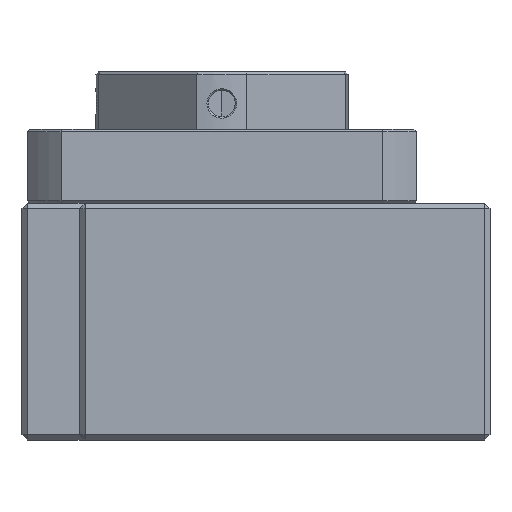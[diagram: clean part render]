
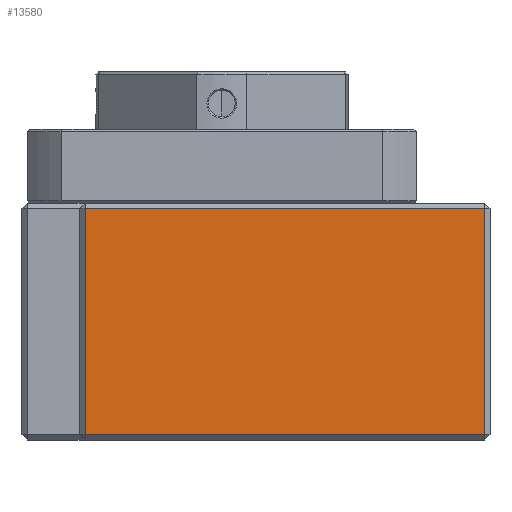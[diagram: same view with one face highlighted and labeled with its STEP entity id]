
A CAD part, left-side view. The second image highlights one B-rep face of the part: STEP entity #13580.
In plain terms, the highlighted planar face has unit normal (-1, 0, 0).
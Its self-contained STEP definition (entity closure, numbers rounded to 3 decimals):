
#733 = VERTEX_POINT ( 'NONE', #27037 ) ;
#2652 = LINE ( 'NONE', #25554, #24415 ) ;
#3303 = VERTEX_POINT ( 'NONE', #7225 ) ;
#5951 = VECTOR ( 'NONE', #14786, 1000. ) ;
#5995 = DIRECTION ( 'NONE',  ( 0., 0., 1. ) ) ;
#6305 = VERTEX_POINT ( 'NONE', #22780 ) ;
#6938 = AXIS2_PLACEMENT_3D ( 'NONE', #27731, #27593, #7484 ) ;
#6997 = VECTOR ( 'NONE', #5995, 1000. ) ;
#7225 = CARTESIAN_POINT ( 'NONE',  ( -64., 1., 21.5 ) ) ;
#7484 = DIRECTION ( 'NONE',  ( 0., 1., 0. ) ) ;
#11198 = CARTESIAN_POINT ( 'NONE',  ( -64., 78., 21.5 ) ) ;
#11827 = DIRECTION ( 'NONE',  ( 0., -1., 0. ) ) ;
#11930 = FACE_OUTER_BOUND ( 'NONE', #12915, .T. ) ;
#12255 = LINE ( 'NONE', #14494, #5951 ) ;
#12676 = ORIENTED_EDGE ( 'NONE', *, *, #24450, .F. ) ;
#12915 = EDGE_LOOP ( 'NONE', ( #22876, #12676, #28630, #23455 ) ) ;
#13102 = LINE ( 'NONE', #11198, #25216 ) ;
#13580 = ADVANCED_FACE ( 'NONE', ( #11930 ), #13989, .F. ) ;
#13989 = PLANE ( 'NONE',  #6938 ) ;
#14494 = CARTESIAN_POINT ( 'NONE',  ( -64., 1., 22.5 ) ) ;
#14604 = EDGE_CURVE ( 'NONE', #6305, #18948, #2652, .T. ) ;
#14786 = DIRECTION ( 'NONE',  ( 0., 0., -1. ) ) ;
#15459 = LINE ( 'NONE', #26829, #6997 ) ;
#16227 = EDGE_CURVE ( 'NONE', #6305, #733, #15459, .T. ) ;
#18846 = CARTESIAN_POINT ( 'NONE',  ( -64., 1., -21.5 ) ) ;
#18948 = VERTEX_POINT ( 'NONE', #18846 ) ;
#22780 = CARTESIAN_POINT ( 'NONE',  ( -64., 77., -21.5 ) ) ;
#22876 = ORIENTED_EDGE ( 'NONE', *, *, #26099, .F. ) ;
#23455 = ORIENTED_EDGE ( 'NONE', *, *, #14604, .T. ) ;
#24415 = VECTOR ( 'NONE', #11827, 1000. ) ;
#24450 = EDGE_CURVE ( 'NONE', #733, #3303, #13102, .T. ) ;
#25216 = VECTOR ( 'NONE', #26397, 1000. ) ;
#25554 = CARTESIAN_POINT ( 'NONE',  ( -64., 78., -21.5 ) ) ;
#26099 = EDGE_CURVE ( 'NONE', #3303, #18948, #12255, .T. ) ;
#26397 = DIRECTION ( 'NONE',  ( 0., -1., 0. ) ) ;
#26829 = CARTESIAN_POINT ( 'NONE',  ( -64., 77., 22.5 ) ) ;
#27037 = CARTESIAN_POINT ( 'NONE',  ( -64., 77., 21.5 ) ) ;
#27593 = DIRECTION ( 'NONE',  ( 1., 0., 0. ) ) ;
#27731 = CARTESIAN_POINT ( 'NONE',  ( -64., 78., 22.5 ) ) ;
#28630 = ORIENTED_EDGE ( 'NONE', *, *, #16227, .F. ) ;
